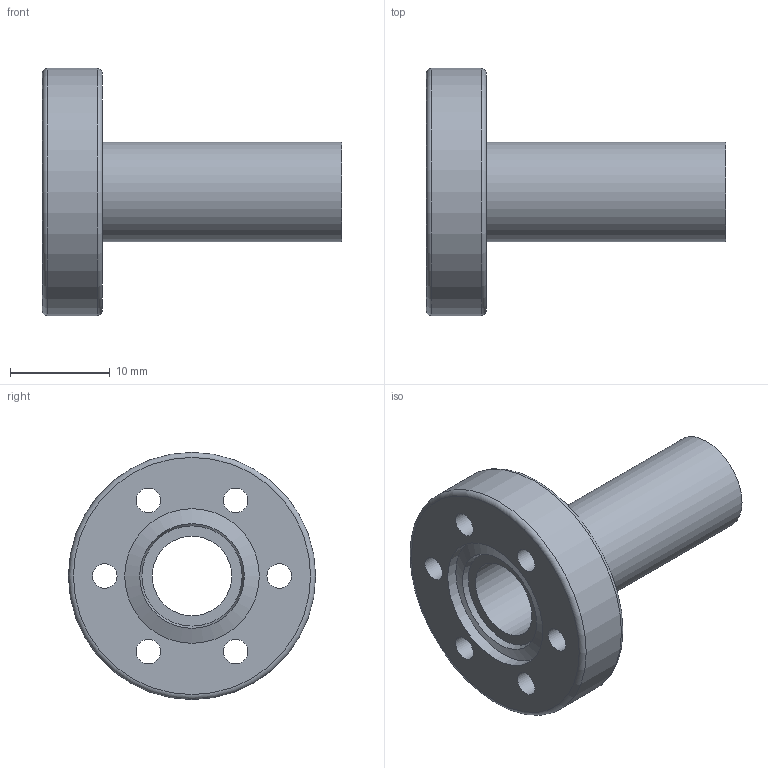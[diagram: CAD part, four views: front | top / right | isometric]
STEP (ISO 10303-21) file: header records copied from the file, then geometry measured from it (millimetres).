
FILE_DESCRIPTION((''),'2;1');
FILE_NAME('TU10T-316.stp','2009-04-03T10:40:56',('hasers'),(''),'Autodesk Inventor 2008','Autodesk Inventor 2008','');
FILE_SCHEMA(('AUTOMOTIVE_DESIGN { 1 0 10303 214 1 1 1 1 }'));
Length unit declared in the file: millimetre
Products named in the file (1): TU10T-316
Bounding box: 30 x 24.8 x 24.8 mm (x, y, z)
Volume: 3004.6 mm3; surface area: 3064 mm2
Topology: 1 solids, 1 shells, 18 faces, 44 edges, 30 vertices
Faces by surface type: bspline 6, cylinder 4, plane 4, torus 2, cone 2
Full cylindrical faces by diameter (mm): 8 x1, 10 x1, 13.5 x1, 24.8 x1
Entity records: 556 total; most frequent: CARTESIAN_POINT 169, DIRECTION 74, ORIENTED_EDGE 48, EDGE_LOOP 48, AXIS2_PLACEMENT_3D 37, FACE_BOUND 30, VERTEX_POINT 24, CIRCLE 24
